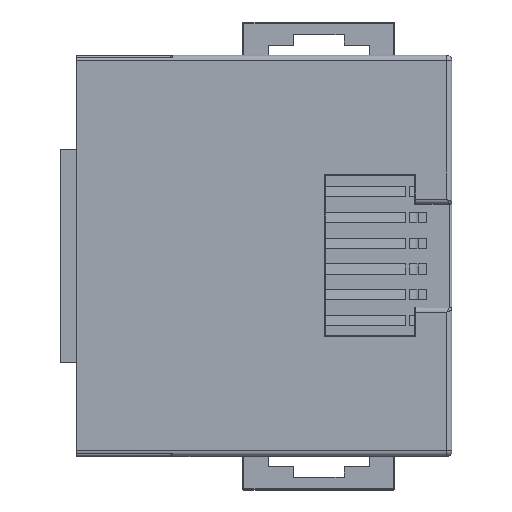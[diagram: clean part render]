
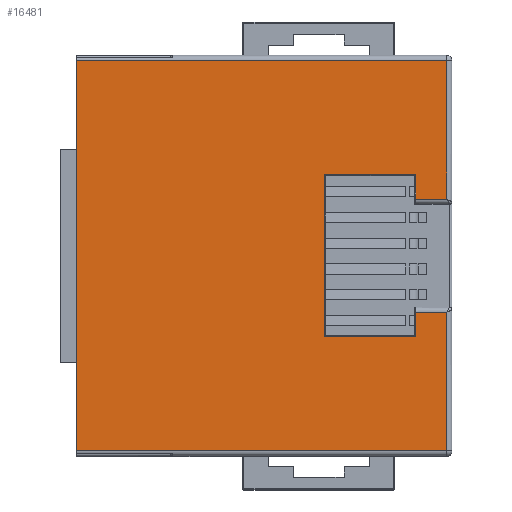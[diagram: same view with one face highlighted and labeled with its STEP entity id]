
A CAD part, top view. The second image highlights one B-rep face of the part: STEP entity #16481.
In plain terms, the highlighted planar face has unit normal (0, 0, 1).
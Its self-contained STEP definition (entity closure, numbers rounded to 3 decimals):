
#680=LINE('',#21644,#2147);
#682=LINE('',#21650,#2149);
#684=LINE('',#21656,#2151);
#686=LINE('',#21662,#2153);
#688=LINE('',#21668,#2155);
#726=LINE('',#21871,#2193);
#728=LINE('',#21905,#2195);
#731=LINE('',#21914,#2198);
#752=LINE('',#21978,#2219);
#754=LINE('',#21988,#2221);
#755=LINE('',#22012,#2222);
#1637=LINE('',#23873,#3104);
#2147=VECTOR('',#18120,1000.);
#2149=VECTOR('',#18126,1000.);
#2151=VECTOR('',#18132,1000.);
#2153=VECTOR('',#18138,1000.);
#2155=VECTOR('',#18144,1000.);
#2193=VECTOR('',#18314,1000.);
#2195=VECTOR('',#18322,1000.);
#2198=VECTOR('',#18333,1000.);
#2219=VECTOR('',#18408,1000.);
#2221=VECTOR('',#18412,1000.);
#2222=VECTOR('',#18417,1000.);
#3104=VECTOR('',#20025,1000.);
#5776=ORIENTED_EDGE('',*,*,#7294,.F.);
#5777=ORIENTED_EDGE('',*,*,#7202,.F.);
#5778=ORIENTED_EDGE('',*,*,#7205,.F.);
#5779=ORIENTED_EDGE('',*,*,#7208,.F.);
#5780=ORIENTED_EDGE('',*,*,#7211,.F.);
#5781=ORIENTED_EDGE('',*,*,#7214,.F.);
#5782=ORIENTED_EDGE('',*,*,#7345,.F.);
#5783=ORIENTED_EDGE('',*,*,#7342,.T.);
#5784=ORIENTED_EDGE('',*,*,#7339,.T.);
#5785=ORIENTED_EDGE('',*,*,#8309,.T.);
#5786=ORIENTED_EDGE('',*,*,#7305,.T.);
#5787=ORIENTED_EDGE('',*,*,#7300,.T.);
#7202=EDGE_CURVE('',#8929,#8928,#680,.T.);
#7205=EDGE_CURVE('',#8931,#8929,#682,.T.);
#7208=EDGE_CURVE('',#8933,#8931,#684,.T.);
#7211=EDGE_CURVE('',#8935,#8933,#686,.T.);
#7214=EDGE_CURVE('',#8938,#8935,#688,.T.);
#7294=EDGE_CURVE('',#8928,#8988,#726,.T.);
#7300=EDGE_CURVE('',#8991,#8988,#728,.T.);
#7305=EDGE_CURVE('',#8994,#8991,#731,.T.);
#7339=EDGE_CURVE('',#9007,#9009,#752,.T.);
#7342=EDGE_CURVE('',#9010,#9007,#754,.T.);
#7345=EDGE_CURVE('',#9010,#8938,#755,.T.);
#8309=EDGE_CURVE('',#9009,#8994,#1637,.T.);
#8928=VERTEX_POINT('',#21637);
#8929=VERTEX_POINT('',#21642);
#8931=VERTEX_POINT('',#21648);
#8933=VERTEX_POINT('',#21654);
#8935=VERTEX_POINT('',#21660);
#8938=VERTEX_POINT('',#21667);
#8988=VERTEX_POINT('',#21872);
#8991=VERTEX_POINT('',#21903);
#8994=VERTEX_POINT('',#21915);
#9007=VERTEX_POINT('',#21967);
#9009=VERTEX_POINT('',#21977);
#9010=VERTEX_POINT('',#21985);
#10201=EDGE_LOOP('',(#5776,#5777,#5778,#5779,#5780,#5781,#5782,#5783,#5784,
#5785,#5786,#5787));
#10862=FACE_BOUND('',#10201,.T.);
#11422=PLANE('',#17338);
#16481=ADVANCED_FACE('',(#10862),#11422,.T.);
#17338=AXIS2_PLACEMENT_3D('',#23872,#20023,#20024);
#18120=DIRECTION('',(1.,0.,0.));
#18126=DIRECTION('',(0.,-1.,0.));
#18132=DIRECTION('',(-1.,0.,0.));
#18138=DIRECTION('',(0.,1.,0.));
#18144=DIRECTION('',(1.,0.,0.));
#18314=DIRECTION('',(0.,-1.,0.));
#18322=DIRECTION('',(1.,0.,0.));
#18333=DIRECTION('',(0.,-1.,0.));
#18408=DIRECTION('',(0.,1.,0.));
#18412=DIRECTION('',(1.,0.,0.));
#18417=DIRECTION('',(0.,1.,0.));
#20023=DIRECTION('',(0.,0.,1.));
#20024=DIRECTION('',(1.,0.,0.));
#20025=DIRECTION('',(-1.,0.,0.));
#21637=CARTESIAN_POINT('',(-2.23,-6.295,5.5));
#21642=CARTESIAN_POINT('',(-3.2,-6.295,5.5));
#21644=CARTESIAN_POINT('',(-3.15,-6.295,5.5));
#21648=CARTESIAN_POINT('',(-3.2,-2.695,5.5));
#21650=CARTESIAN_POINT('',(-3.2,-2.745,5.5));
#21654=CARTESIAN_POINT('',(3.2,-2.695,5.5));
#21656=CARTESIAN_POINT('',(3.15,-2.695,5.5));
#21660=CARTESIAN_POINT('',(3.2,-6.295,5.5));
#21662=CARTESIAN_POINT('',(3.2,-6.245,5.5));
#21667=CARTESIAN_POINT('',(2.23,-6.295,5.5));
#21668=CARTESIAN_POINT('',(2.23,-6.295,5.5));
#21871=CARTESIAN_POINT('',(-2.23,-6.245,5.5));
#21872=CARTESIAN_POINT('',(-2.23,-7.525,5.5));
#21903=CARTESIAN_POINT('',(-7.7,-7.525,5.5));
#21905=CARTESIAN_POINT('',(-2.13,-7.525,5.5));
#21914=CARTESIAN_POINT('',(-7.7,-7.725,5.5));
#21915=CARTESIAN_POINT('',(-7.7,7.075,5.5));
#21967=CARTESIAN_POINT('',(7.7,-7.525,5.5));
#21977=CARTESIAN_POINT('',(7.7,7.075,5.5));
#21978=CARTESIAN_POINT('',(7.7,3.375,5.5));
#21985=CARTESIAN_POINT('',(2.23,-7.525,5.5));
#21988=CARTESIAN_POINT('',(7.9,-7.525,5.5));
#22012=CARTESIAN_POINT('',(2.23,-7.625,5.5));
#23872=CARTESIAN_POINT('',(0.,0.,5.5));
#23873=CARTESIAN_POINT('',(7.9,7.075,5.5));
